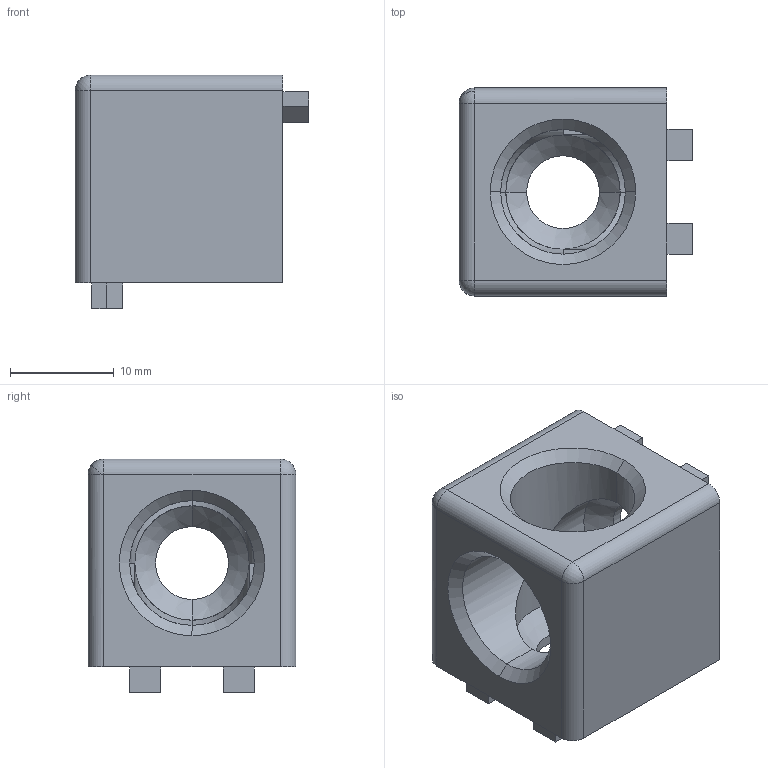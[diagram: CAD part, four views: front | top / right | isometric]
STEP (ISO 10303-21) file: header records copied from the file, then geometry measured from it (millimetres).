
FILE_DESCRIPTION(('STEP AP214'),'1');
FILE_NAME('cctmp_47459093-43F3-450A-804A-576F3B744A01_2020_1_10_11_38_14_748..stp','2020-01-10T10:38:14',('Bosch Rexroth AG'),('CADClick - www.CADClick.com'),'Spatial InterOp 3D',' ','unknown authorization - (Healing Option Enabled)');
FILE_SCHEMA(('AUTOMOTIVE_DESIGN'));
Length unit declared in the file: millimetre
Products named in the file (1): 2020_01_10__11-38-14-747
Bounding box: 22.5 x 20 x 22.5 mm (x, y, z)
Volume: 5046.2 mm3; surface area: 3014.1 mm2
Topology: 1 solids, 1 shells, 65 faces, 157 edges, 96 vertices
Faces by surface type: plane 37, cylinder 17, cone 8, sphere 3
Entity records: 2530 total; most frequent: CARTESIAN_POINT 437, DIRECTION 326, ORIENTED_EDGE 314, EDGE_CURVE 157, LINE 112, VECTOR 112, AXIS2_PLACEMENT_3D 107, VERTEX_POINT 96
